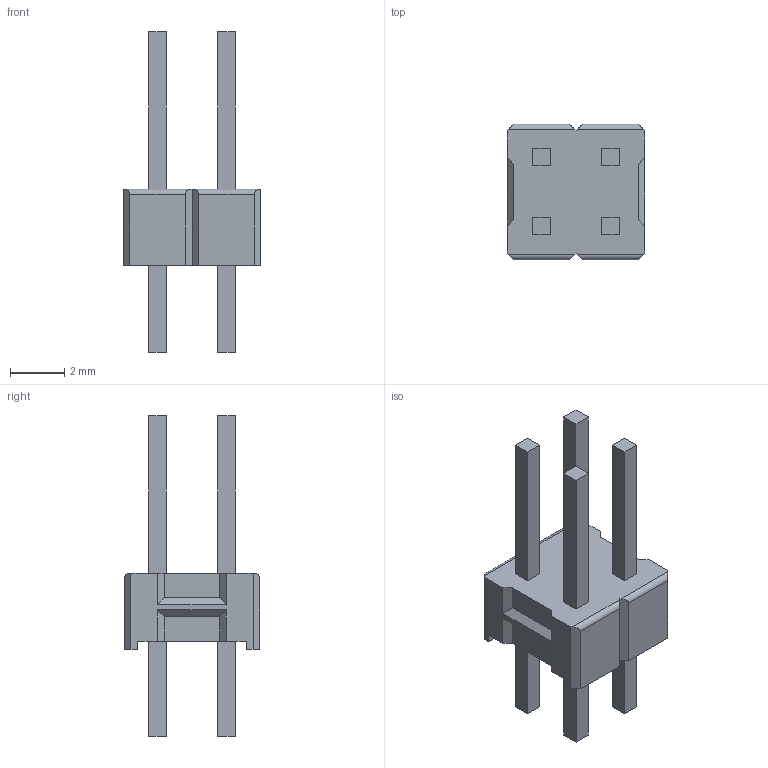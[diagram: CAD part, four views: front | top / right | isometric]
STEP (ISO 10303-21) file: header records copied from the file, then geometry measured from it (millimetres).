
FILE_DESCRIPTION(('STEP AP214'),'1');
FILE_NAME('826656-2.stp','2015-09-22T12:46:19',('TraceParts'),('TraceParts S.A.'),'Spatial InterOp 3D',' ',' ');
FILE_SCHEMA(('automotive_design'));
Length unit declared in the file: millimetre
Products named in the file (1): C-826656-2
Bounding box: 5.08 x 5 x 11.8 mm (x, y, z)
Volume: 76.7 mm3; surface area: 199.4 mm2
Topology: 1 solids, 1 shells, 80 faces, 210 edges, 140 vertices
Faces by surface type: plane 76, cylinder 4
Entity records: 2469 total; most frequent: CARTESIAN_POINT 487, ORIENTED_EDGE 420, DIRECTION 364, EDGE_CURVE 210, LINE 202, VECTOR 202, VERTEX_POINT 140, EDGE_LOOP 88
